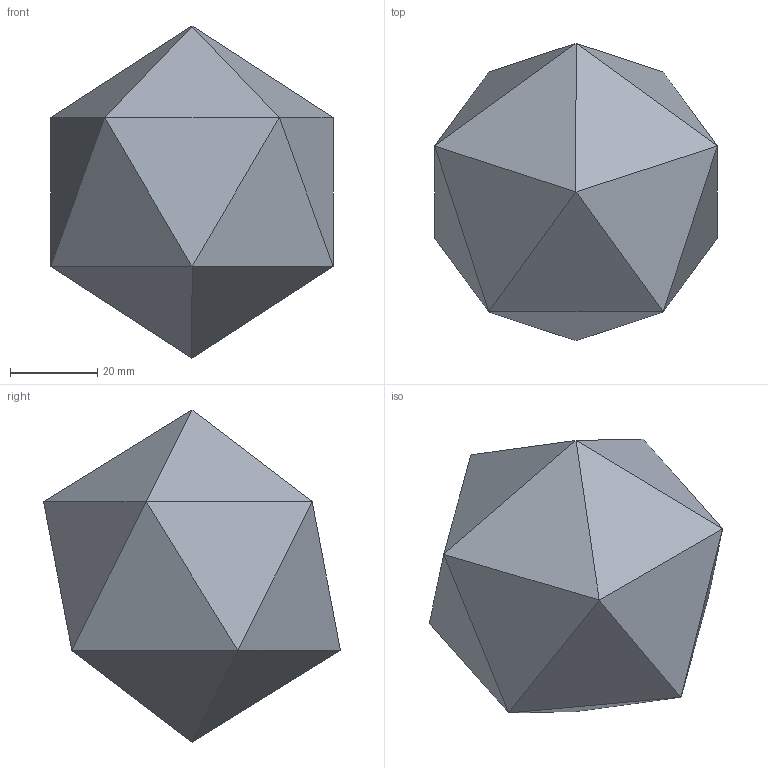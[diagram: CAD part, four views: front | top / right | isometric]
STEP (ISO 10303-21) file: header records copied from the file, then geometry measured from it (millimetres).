
FILE_DESCRIPTION (( 'STEP AP214' ), '1' );
FILE_NAME ('淏媼坋醱极', '2023-12-23T06:29:54', ( '' ), ( '' ), 'SwSTEP 2.0', 'SolidWorks 2020', '' );
FILE_SCHEMA (( 'AUTOMOTIVE_DESIGN' ));
Length unit declared in the file: millimetre
Products named in the file (1): ����ʮ
Bounding box: 64.72 x 68.05 x 76.08 mm (x, y, z)
Volume: 139628.5 mm3; surface area: 13856.4 mm2
Topology: 1 solids, 1 shells, 20 faces, 30 edges, 12 vertices
Faces by surface type: plane 20
Entity records: 436 total; most frequent: DIRECTION 72, CARTESIAN_POINT 63, ORIENTED_EDGE 60, VECTOR 30, LINE 30, EDGE_CURVE 30, AXIS2_PLACEMENT_3D 21, PLANE 20
